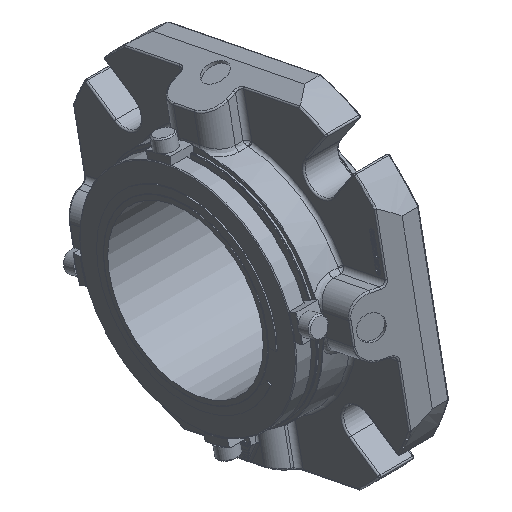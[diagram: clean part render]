
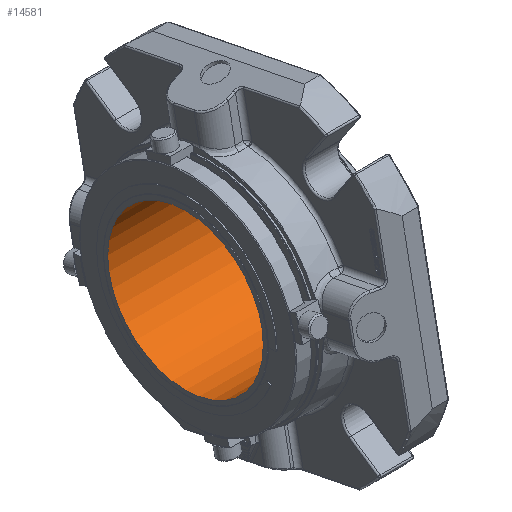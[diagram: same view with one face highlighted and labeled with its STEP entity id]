
A CAD part, isometric view. The second image highlights one B-rep face of the part: STEP entity #14581.
In plain terms, the highlighted cylindrical face has radius 52.388 mm (diameter 104.775 mm), a full revolution.
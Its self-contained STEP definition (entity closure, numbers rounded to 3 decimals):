
#3225=ORIENTED_EDGE('',*,*,#7835,.T.);
#3226=ORIENTED_EDGE('',*,*,#7836,.T.);
#7835=EDGE_CURVE('',#10140,#10140,#11593,.T.);
#7836=EDGE_CURVE('',#10141,#10141,#11594,.T.);
#10140=VERTEX_POINT('',#20755);
#10141=VERTEX_POINT('',#20757);
#11593=CIRCLE('',#15513,52.388);
#11594=CIRCLE('',#15514,52.388);
#12298=EDGE_LOOP('',(#3225));
#12299=EDGE_LOOP('',(#3226));
#13306=FACE_BOUND('',#12298,.T.);
#13307=FACE_BOUND('',#12299,.T.);
#14314=CYLINDRICAL_SURFACE('',#15512,52.388);
#14581=ADVANCED_FACE('',(#13306,#13307),#14314,.F.);
#15512=AXIS2_PLACEMENT_3D('',#20753,#16942,#16943);
#15513=AXIS2_PLACEMENT_3D('',#20754,#16944,#16945);
#15514=AXIS2_PLACEMENT_3D('',#20756,#16946,#16947);
#16942=DIRECTION('',(-1.,0.,0.));
#16943=DIRECTION('',(0.,-1.,0.));
#16944=DIRECTION('',(-1.,0.,0.));
#16945=DIRECTION('',(0.,0.,1.));
#16946=DIRECTION('',(1.,0.,0.));
#16947=DIRECTION('',(0.,0.,-1.));
#20753=CARTESIAN_POINT('',(177.965,0.,0.));
#20754=CARTESIAN_POINT('',(-72.466,0.,0.));
#20755=CARTESIAN_POINT('',(-72.466,0.,52.388));
#20756=CARTESIAN_POINT('',(10.998,0.,0.));
#20757=CARTESIAN_POINT('',(10.998,0.,-52.388));
